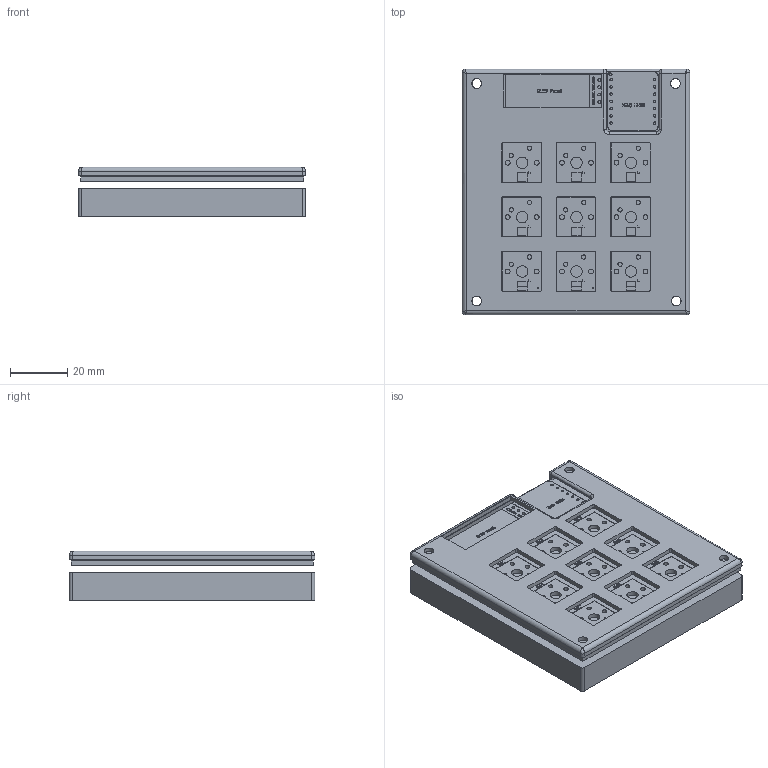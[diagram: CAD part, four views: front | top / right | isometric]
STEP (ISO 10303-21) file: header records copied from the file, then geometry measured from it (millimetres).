
FILE_DESCRIPTION(/* description */ (''),/* implementation_level */ '2;1');
FILE_NAME(/* name */ 'hackpad-case_rounded.step',/* time_stamp */ '2025-07-06T22:44:13-05:00',/* author */ (''),/* organization */ (''),/* preprocessor_version */ 'ST-DEVELOPER v20.1',/* originating_system */ 'Autodesk Translation Framework v14.10.0.0',/* authorisation */ '');
FILE_SCHEMA (('AUTOMOTIVE_DESIGN { 1 0 10303 214 3 1 1 }'));
Length unit declared in the file: millimetre
Products named in the file (6): 2025-06-23-19-33-15-199; 2025-06-23-20-13-43-462; 2025-06-23-21-34-33-740; 2025-06-28-19-33-06-379; 2025-06-28-19-33-06-380; 2025-06-28-19-33-06-381
Assembly tree (5 placements, depth 3):
  2025-06-23-19-33-15-199
    2025-06-23-20-13-43-462
    2025-06-23-21-34-33-740
    2025-06-28-19-33-06-379
      2025-06-28-19-33-06-380
      2025-06-28-19-33-06-381
Bounding box: 79.6 x 86 x 17.5 mm (x, y, z)
Volume: 54506.8 mm3; surface area: 43819.7 mm2
Topology: 3 solids, 121 shells, 590 faces, 3819 edges, 3361 vertices
Faces by surface type: plane 278, cylinder 165, bspline 145, torus 2
Full cylindrical faces by diameter (mm): 0.3 x7, 0.7 x2, 0.8 x18, 0.889 x14, 1 x4, 1.5 x18, 1.7 x18, 3.4 x8, 3.5 x4, 4 x9, 6 x4
Entity records: 39444 total; most frequent: CARTESIAN_POINT 10273, DIRECTION 5389, ORIENTED_EDGE 5153, EDGE_CURVE 3815, VERTEX_POINT 3361, LINE 2599, VECTOR 2599, AXIS2_PLACEMENT_3D 1395
